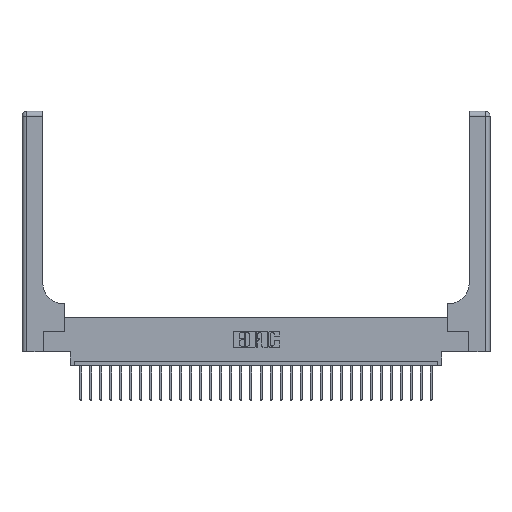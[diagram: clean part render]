
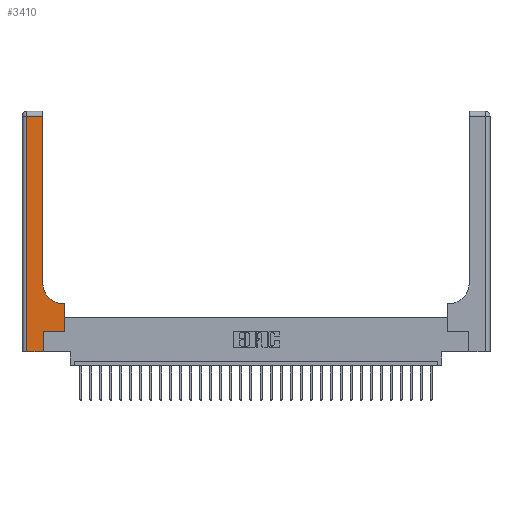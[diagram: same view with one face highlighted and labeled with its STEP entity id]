
A CAD part, top view. The second image highlights one B-rep face of the part: STEP entity #3410.
In plain terms, the highlighted planar face has unit normal (0, 0, 1).
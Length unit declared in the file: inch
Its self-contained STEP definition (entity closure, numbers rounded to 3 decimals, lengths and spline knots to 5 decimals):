
#54 = EDGE_CURVE ( 'NONE', #5232, #25003, #13749, .T. ) ;
#161 = VERTEX_POINT ( 'NONE', #13373 ) ;
#298 = VECTOR ( 'NONE', #16699, 39.37008 ) ;
#391 = CARTESIAN_POINT ( 'NONE',  ( 0.265, 0., 0.37 ) ) ;
#408 = AXIS2_PLACEMENT_3D ( 'NONE', #19220, #10315, #3811 ) ;
#659 = CARTESIAN_POINT ( 'NONE',  ( 0.528, 0.6, 0.37 ) ) ;
#999 = VERTEX_POINT ( 'NONE', #15799 ) ;
#1679 = VERTEX_POINT ( 'NONE', #15101 ) ;
#1743 = ORIENTED_EDGE ( 'NONE', *, *, #16090, .T. ) ;
#3410 = ADVANCED_FACE ( 'NONE', ( #22502 ), #8206, .F. ) ;
#3811 = DIRECTION ( 'NONE',  ( -1., 0., 0. ) ) ;
#4243 = LINE ( 'NONE', #391, #13558 ) ;
#5232 = VERTEX_POINT ( 'NONE', #659 ) ;
#5536 = DIRECTION ( 'NONE',  ( 1., 0., 0. ) ) ;
#5729 = CARTESIAN_POINT ( 'NONE',  ( 0.26, 2.94, 0.37 ) ) ;
#5898 = ORIENTED_EDGE ( 'NONE', *, *, #21322, .T. ) ;
#6641 = CARTESIAN_POINT ( 'NONE',  ( 0.265, 0.25, 0.37 ) ) ;
#7616 = VECTOR ( 'NONE', #19908, 39.37008 ) ;
#8105 = EDGE_CURVE ( 'NONE', #25003, #1679, #11098, .T. ) ;
#8146 = ORIENTED_EDGE ( 'NONE', *, *, #19207, .T. ) ;
#8161 = VECTOR ( 'NONE', #20052, 39.37008 ) ;
#8206 = PLANE ( 'NONE',  #408 ) ;
#9129 = LINE ( 'NONE', #25739, #12578 ) ;
#9680 = LINE ( 'NONE', #23442, #7616 ) ;
#10040 = LINE ( 'NONE', #15041, #19402 ) ;
#10104 = DIRECTION ( 'NONE',  ( 0., 1., 0. ) ) ;
#10315 = DIRECTION ( 'NONE',  ( 0., 0., -1. ) ) ;
#10992 = DIRECTION ( 'NONE',  ( 0., -1., 0. ) ) ;
#11022 = VERTEX_POINT ( 'NONE', #16187 ) ;
#11098 = CIRCLE ( 'NONE', #23709, 0.25 ) ;
#11623 = VERTEX_POINT ( 'NONE', #5729 ) ;
#12578 = VECTOR ( 'NONE', #10104, 39.37008 ) ;
#13373 = CARTESIAN_POINT ( 'NONE',  ( 0.265, 0., 0.37 ) ) ;
#13388 = ORIENTED_EDGE ( 'NONE', *, *, #8105, .T. ) ;
#13558 = VECTOR ( 'NONE', #13922, 39.37008 ) ;
#13722 = EDGE_LOOP ( 'NONE', ( #8146, #5898, #18973, #22826, #17105, #1743, #20742, #21182, #13388 ) ) ;
#13749 = LINE ( 'NONE', #17631, #22369 ) ;
#13922 = DIRECTION ( 'NONE',  ( 0., 1., 0. ) ) ;
#14042 = LINE ( 'NONE', #6641, #8161 ) ;
#15041 = CARTESIAN_POINT ( 'NONE',  ( 0.06, 3., 0.37 ) ) ;
#15101 = CARTESIAN_POINT ( 'NONE',  ( 0.26, 0.85, 0.37 ) ) ;
#15322 = VECTOR ( 'NONE', #19500, 39.37008 ) ;
#15799 = CARTESIAN_POINT ( 'NONE',  ( 0.265, 0.25, 0.37 ) ) ;
#16090 = EDGE_CURVE ( 'NONE', #999, #11022, #14042, .T. ) ;
#16187 = CARTESIAN_POINT ( 'NONE',  ( 0.528, 0.25, 0.37 ) ) ;
#16699 = DIRECTION ( 'NONE',  ( 1., 0., 0. ) ) ;
#17105 = ORIENTED_EDGE ( 'NONE', *, *, #20449, .T. ) ;
#17631 = CARTESIAN_POINT ( 'NONE',  ( 0.26, 0.6, 0.37 ) ) ;
#17771 = CARTESIAN_POINT ( 'NONE',  ( 0.528, 0.25, 0.37 ) ) ;
#17854 = LINE ( 'NONE', #18546, #298 ) ;
#17951 = VERTEX_POINT ( 'NONE', #19366 ) ;
#18546 = CARTESIAN_POINT ( 'NONE',  ( 0., 0., 0.37 ) ) ;
#18844 = CARTESIAN_POINT ( 'NONE',  ( 0.51, 0.85, 0.37 ) ) ;
#18973 = ORIENTED_EDGE ( 'NONE', *, *, #20844, .T. ) ;
#19207 = EDGE_CURVE ( 'NONE', #1679, #11623, #9129, .T. ) ;
#19220 = CARTESIAN_POINT ( 'NONE',  ( 0., 3., 0.37 ) ) ;
#19366 = CARTESIAN_POINT ( 'NONE',  ( 0.06, 0., 0.37 ) ) ;
#19402 = VECTOR ( 'NONE', #10992, 39.37008 ) ;
#19500 = DIRECTION ( 'NONE',  ( 0., 1., 0. ) ) ;
#19848 = CARTESIAN_POINT ( 'NONE',  ( 0.51, 0.6, 0.37 ) ) ;
#19908 = DIRECTION ( 'NONE',  ( -1., 0., 0. ) ) ;
#20052 = DIRECTION ( 'NONE',  ( 1., 0., 0. ) ) ;
#20449 = EDGE_CURVE ( 'NONE', #161, #999, #4243, .T. ) ;
#20742 = ORIENTED_EDGE ( 'NONE', *, *, #25980, .T. ) ;
#20844 = EDGE_CURVE ( 'NONE', #24907, #17951, #10040, .T. ) ;
#21182 = ORIENTED_EDGE ( 'NONE', *, *, #54, .T. ) ;
#21322 = EDGE_CURVE ( 'NONE', #11623, #24907, #9680, .T. ) ;
#22369 = VECTOR ( 'NONE', #25990, 39.37008 ) ;
#22502 = FACE_OUTER_BOUND ( 'NONE', #13722, .T. ) ;
#22826 = ORIENTED_EDGE ( 'NONE', *, *, #24286, .T. ) ;
#23442 = CARTESIAN_POINT ( 'NONE',  ( 0., 2.94, 0.37 ) ) ;
#23709 = AXIS2_PLACEMENT_3D ( 'NONE', #18844, #25475, #5536 ) ;
#24286 = EDGE_CURVE ( 'NONE', #17951, #161, #17854, .T. ) ;
#24907 = VERTEX_POINT ( 'NONE', #26289 ) ;
#25003 = VERTEX_POINT ( 'NONE', #19848 ) ;
#25475 = DIRECTION ( 'NONE',  ( 0., 0., -1. ) ) ;
#25739 = CARTESIAN_POINT ( 'NONE',  ( 0.26, 3., 0.37 ) ) ;
#25980 = EDGE_CURVE ( 'NONE', #11022, #5232, #27719, .T. ) ;
#25990 = DIRECTION ( 'NONE',  ( -1., 0., 0. ) ) ;
#26289 = CARTESIAN_POINT ( 'NONE',  ( 0.06, 2.94, 0.37 ) ) ;
#27719 = LINE ( 'NONE', #17771, #15322 ) ;
